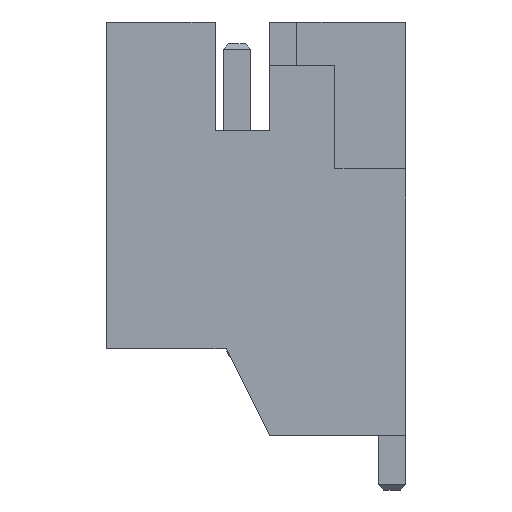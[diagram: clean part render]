
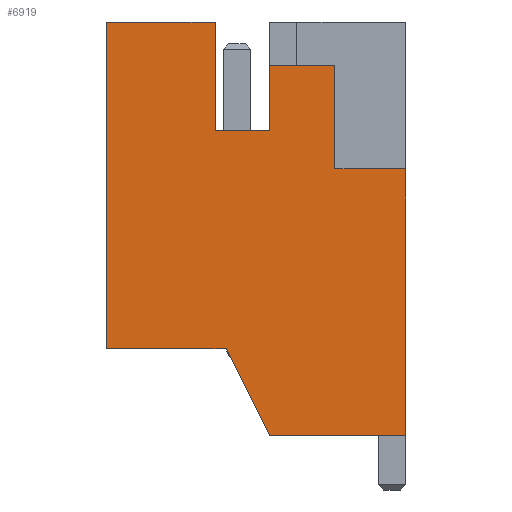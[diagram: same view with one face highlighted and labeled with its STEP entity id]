
A CAD part, left-side view. The second image highlights one B-rep face of the part: STEP entity #6919.
In plain terms, the highlighted planar face has unit normal (-1, 0, 0).
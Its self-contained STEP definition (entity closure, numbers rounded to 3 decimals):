
#213=FACE_OUTER_BOUND('',#605,.T.);
#605=EDGE_LOOP('',(#4629,#4630,#4631,#4632,#4633,#4634,#4635,#4636,#4637,
#4638,#4639,#4640));
#1003=LINE('',#9698,#1931);
#1007=LINE('',#9705,#1935);
#1013=LINE('',#9719,#1941);
#1032=LINE('',#9756,#1960);
#1060=LINE('',#9811,#1988);
#1066=LINE('',#9822,#1994);
#1068=LINE('',#9826,#1996);
#1070=LINE('',#9829,#1998);
#1071=LINE('',#9833,#1999);
#1072=LINE('',#9835,#2000);
#1073=LINE('',#9837,#2001);
#1074=LINE('',#9838,#2002);
#1931=VECTOR('',#7806,10.);
#1935=VECTOR('',#7812,10.);
#1941=VECTOR('',#7822,10.);
#1960=VECTOR('',#7849,10.);
#1988=VECTOR('',#7889,10.);
#1994=VECTOR('',#7897,10.);
#1996=VECTOR('',#7901,10.);
#1998=VECTOR('',#7905,10.);
#1999=VECTOR('',#7910,10.);
#2000=VECTOR('',#7911,10.);
#2001=VECTOR('',#7912,10.);
#2002=VECTOR('',#7913,10.);
#2859=VERTEX_POINT('',#9695);
#2860=VERTEX_POINT('',#9697);
#2862=VERTEX_POINT('',#9703);
#2868=VERTEX_POINT('',#9718);
#2882=VERTEX_POINT('',#9754);
#2902=VERTEX_POINT('',#9808);
#2903=VERTEX_POINT('',#9810);
#2907=VERTEX_POINT('',#9820);
#2908=VERTEX_POINT('',#9824);
#2909=VERTEX_POINT('',#9832);
#2910=VERTEX_POINT('',#9834);
#2911=VERTEX_POINT('',#9836);
#3507=EDGE_CURVE('',#2860,#2859,#1003,.T.);
#3511=EDGE_CURVE('',#2859,#2862,#1007,.T.);
#3517=EDGE_CURVE('',#2868,#2860,#1013,.T.);
#3536=EDGE_CURVE('',#2862,#2882,#1032,.T.);
#3564=EDGE_CURVE('',#2903,#2902,#1060,.T.);
#3570=EDGE_CURVE('',#2902,#2907,#1066,.T.);
#3572=EDGE_CURVE('',#2907,#2908,#1068,.T.);
#3574=EDGE_CURVE('',#2908,#2868,#1070,.T.);
#3575=EDGE_CURVE('',#2882,#2909,#1071,.T.);
#3576=EDGE_CURVE('',#2909,#2910,#1072,.T.);
#3577=EDGE_CURVE('',#2910,#2911,#1073,.T.);
#3578=EDGE_CURVE('',#2911,#2903,#1074,.T.);
#4629=ORIENTED_EDGE('',*,*,#3511,.T.);
#4630=ORIENTED_EDGE('',*,*,#3536,.T.);
#4631=ORIENTED_EDGE('',*,*,#3575,.T.);
#4632=ORIENTED_EDGE('',*,*,#3576,.T.);
#4633=ORIENTED_EDGE('',*,*,#3577,.T.);
#4634=ORIENTED_EDGE('',*,*,#3578,.T.);
#4635=ORIENTED_EDGE('',*,*,#3564,.T.);
#4636=ORIENTED_EDGE('',*,*,#3570,.T.);
#4637=ORIENTED_EDGE('',*,*,#3572,.T.);
#4638=ORIENTED_EDGE('',*,*,#3574,.T.);
#4639=ORIENTED_EDGE('',*,*,#3517,.T.);
#4640=ORIENTED_EDGE('',*,*,#3507,.T.);
#6571=PLANE('',#7338);
#6919=ADVANCED_FACE('',(#213),#6571,.T.);
#7338=AXIS2_PLACEMENT_3D('',#9831,#7908,#7909);
#7806=DIRECTION('',(0.,1.,0.));
#7812=DIRECTION('',(0.,0.,1.));
#7822=DIRECTION('',(0.,0.,-1.));
#7849=DIRECTION('',(0.,1.,0.));
#7889=DIRECTION('',(0.,0.,1.));
#7897=DIRECTION('',(0.,1.,0.));
#7901=DIRECTION('',(0.,0.,1.));
#7905=DIRECTION('',(0.,1.,0.));
#7908=DIRECTION('center_axis',(-1.,0.,0.));
#7909=DIRECTION('ref_axis',(0.,0.,1.));
#7910=DIRECTION('',(0.,0.,-1.));
#7911=DIRECTION('',(0.,-1.,0.));
#7912=DIRECTION('',(0.,-0.447,-0.894));
#7913=DIRECTION('',(0.,-1.,0.));
#9695=CARTESIAN_POINT('',(-12.95,3.5,-2.));
#9697=CARTESIAN_POINT('',(-12.95,2.5,-2.));
#9698=CARTESIAN_POINT('',(-12.95,3.125,-2.));
#9703=CARTESIAN_POINT('',(-12.95,3.5,0.));
#9705=CARTESIAN_POINT('',(-12.95,3.5,-1.5));
#9718=CARTESIAN_POINT('',(-12.95,2.5,-0.8));
#9719=CARTESIAN_POINT('',(-12.95,2.5,-2.5));
#9754=CARTESIAN_POINT('',(-12.95,5.5,0.));
#9756=CARTESIAN_POINT('',(-12.95,0.,0.));
#9808=CARTESIAN_POINT('',(-12.95,0.,-2.7));
#9810=CARTESIAN_POINT('',(-12.95,0.,-7.6));
#9811=CARTESIAN_POINT('',(-12.95,0.,-7.6));
#9820=CARTESIAN_POINT('',(-12.95,1.3,-2.7));
#9822=CARTESIAN_POINT('',(-12.95,2.025,-2.7));
#9824=CARTESIAN_POINT('',(-12.95,1.3,-0.8));
#9826=CARTESIAN_POINT('',(-12.95,1.3,-1.9));
#9829=CARTESIAN_POINT('',(-12.95,2.625,-0.8));
#9831=CARTESIAN_POINT('Origin',(-12.95,2.75,-3.));
#9832=CARTESIAN_POINT('',(-12.95,5.5,-6.));
#9833=CARTESIAN_POINT('',(-12.95,5.5,0.));
#9834=CARTESIAN_POINT('',(-12.95,3.3,-6.));
#9835=CARTESIAN_POINT('',(-12.95,5.5,-6.));
#9836=CARTESIAN_POINT('',(-12.95,2.5,-7.6));
#9837=CARTESIAN_POINT('',(-12.95,3.3,-6.));
#9838=CARTESIAN_POINT('',(-12.95,2.5,-7.6));
